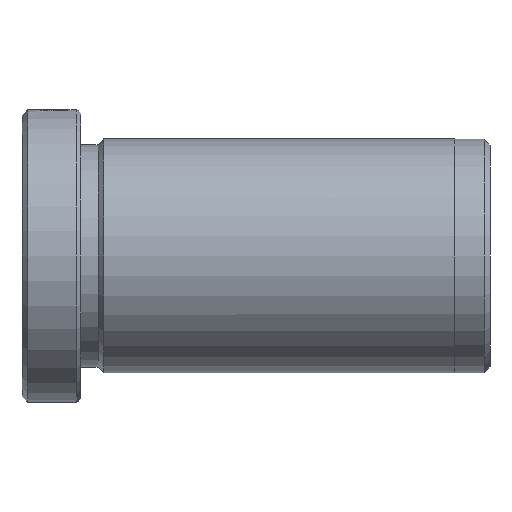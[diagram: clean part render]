
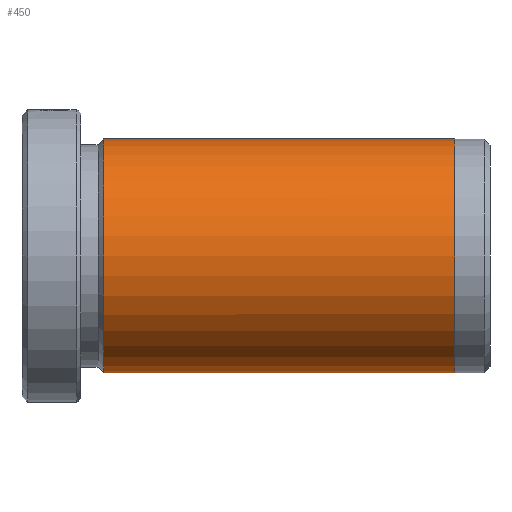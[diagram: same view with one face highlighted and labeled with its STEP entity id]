
A CAD part, left-side view. The second image highlights one B-rep face of the part: STEP entity #450.
In plain terms, the highlighted cylindrical face has radius 10 mm (diameter 20 mm), a partial arc.
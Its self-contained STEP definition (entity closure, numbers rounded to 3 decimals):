
#61 = DIRECTION ( 'NONE',  ( 0., 0., 1. ) ) ;
#97 = VECTOR ( 'NONE', #1457, 1000. ) ;
#177 = LINE ( 'NONE', #768, #1634 ) ;
#199 = CIRCLE ( 'NONE', #1054, 10. ) ;
#231 = CARTESIAN_POINT ( 'NONE',  ( 0., -37., -10. ) ) ;
#283 = CARTESIAN_POINT ( 'NONE',  ( 0., -37., 0. ) ) ;
#374 = EDGE_LOOP ( 'NONE', ( #1599, #1459, #917, #740 ) ) ;
#375 = CARTESIAN_POINT ( 'NONE',  ( 0., -7., -10. ) ) ;
#412 = EDGE_CURVE ( 'NONE', #1423, #937, #473, .T. ) ;
#418 = DIRECTION ( 'NONE',  ( 0., 0., -1. ) ) ;
#439 = EDGE_CURVE ( 'NONE', #1195, #937, #1159, .T. ) ;
#450 = ADVANCED_FACE ( 'NONE', ( #1677 ), #1638, .T. ) ;
#471 = CARTESIAN_POINT ( 'NONE',  ( 0., 0., 10. ) ) ;
#473 = LINE ( 'NONE', #471, #97 ) ;
#497 = DIRECTION ( 'NONE',  ( 0., 1., 0. ) ) ;
#730 = CARTESIAN_POINT ( 'NONE',  ( 0., -7., 10. ) ) ;
#740 = ORIENTED_EDGE ( 'NONE', *, *, #439, .F. ) ;
#765 = DIRECTION ( 'NONE',  ( 0., 1., 0. ) ) ;
#768 = CARTESIAN_POINT ( 'NONE',  ( 0., 0., -10. ) ) ;
#891 = CARTESIAN_POINT ( 'NONE',  ( 0., -37., 10. ) ) ;
#904 = AXIS2_PLACEMENT_3D ( 'NONE', #1606, #765, #1753 ) ;
#917 = ORIENTED_EDGE ( 'NONE', *, *, #412, .T. ) ;
#937 = VERTEX_POINT ( 'NONE', #730 ) ;
#1045 = CARTESIAN_POINT ( 'NONE',  ( 0., 0., 0. ) ) ;
#1054 = AXIS2_PLACEMENT_3D ( 'NONE', #283, #1248, #418 ) ;
#1076 = EDGE_CURVE ( 'NONE', #1171, #1195, #177, .T. ) ;
#1159 = CIRCLE ( 'NONE', #904, 10. ) ;
#1171 = VERTEX_POINT ( 'NONE', #231 ) ;
#1175 = DIRECTION ( 'NONE',  ( 0., 1., 0. ) ) ;
#1195 = VERTEX_POINT ( 'NONE', #375 ) ;
#1248 = DIRECTION ( 'NONE',  ( 0., -1., 0. ) ) ;
#1367 = AXIS2_PLACEMENT_3D ( 'NONE', #1045, #1175, #61 ) ;
#1423 = VERTEX_POINT ( 'NONE', #891 ) ;
#1457 = DIRECTION ( 'NONE',  ( 0., 1., 0. ) ) ;
#1459 = ORIENTED_EDGE ( 'NONE', *, *, #1806, .F. ) ;
#1599 = ORIENTED_EDGE ( 'NONE', *, *, #1076, .F. ) ;
#1606 = CARTESIAN_POINT ( 'NONE',  ( 0., -7., 0. ) ) ;
#1634 = VECTOR ( 'NONE', #497, 1000. ) ;
#1638 = CYLINDRICAL_SURFACE ( 'NONE', #1367, 10. ) ;
#1677 = FACE_OUTER_BOUND ( 'NONE', #374, .T. ) ;
#1753 = DIRECTION ( 'NONE',  ( 0., 0., 1. ) ) ;
#1806 = EDGE_CURVE ( 'NONE', #1423, #1171, #199, .T. ) ;
